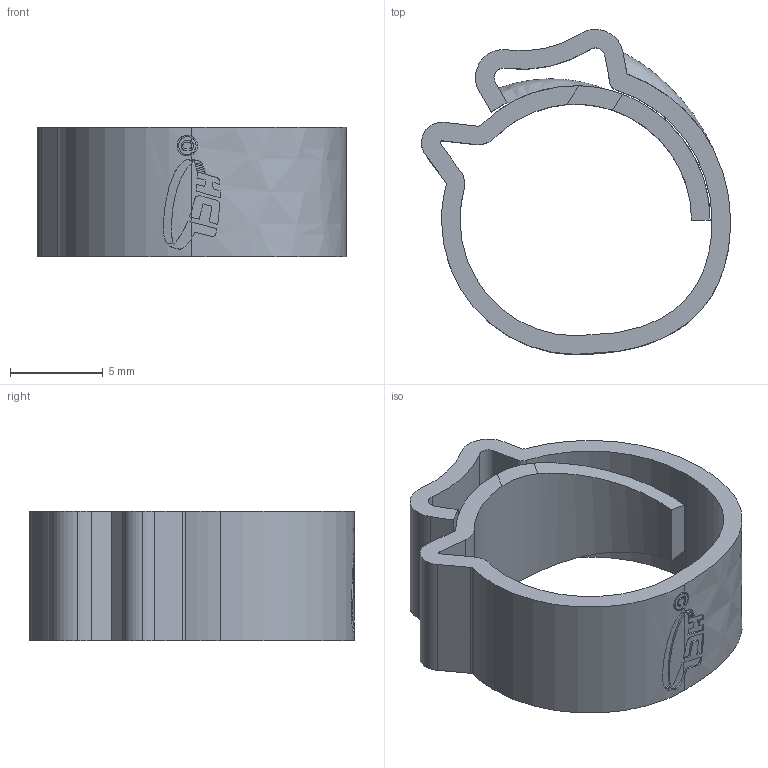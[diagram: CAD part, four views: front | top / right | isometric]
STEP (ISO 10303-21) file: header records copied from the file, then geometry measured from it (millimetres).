
FILE_DESCRIPTION (( 'STEP AP214' ), '1' );
FILE_NAME ('EZY-M-PLUS-11.step', '2025-06-05T12:37:04', ( '' ), ( '' ), 'SwSTEP 2.0', 'SolidWorks 2025', '' );
FILE_SCHEMA (( 'AUTOMOTIVE_DESIGN' ));
Length unit declared in the file: millimetre
Products named in the file (1): EZY-M-PLUS-11
Bounding box: 16.68 x 17.54 x 7 mm (x, y, z)
Volume: 466 mm3; surface area: 1063.1 mm2
Topology: 1 solids, 1 shells, 154 faces, 454 edges, 302 vertices
Faces by surface type: cylinder 74, bspline 63, plane 17
Entity records: 7210 total; most frequent: CARTESIAN_POINT 3679, ORIENTED_EDGE 904, DIRECTION 458, EDGE_CURVE 452, VERTEX_POINT 302, B_SPLINE_CURVE_WITH_KNOTS 224, VECTOR 174, LINE 174
